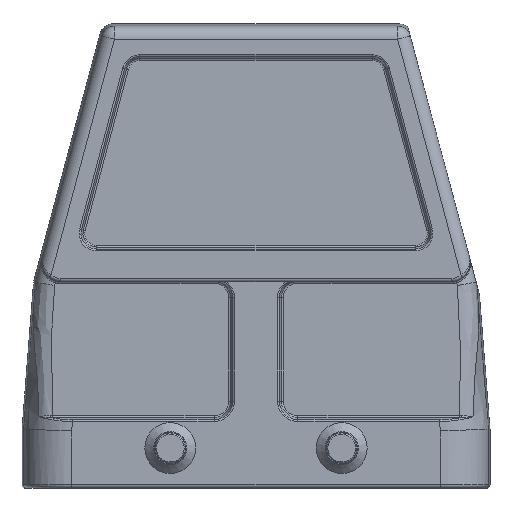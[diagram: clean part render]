
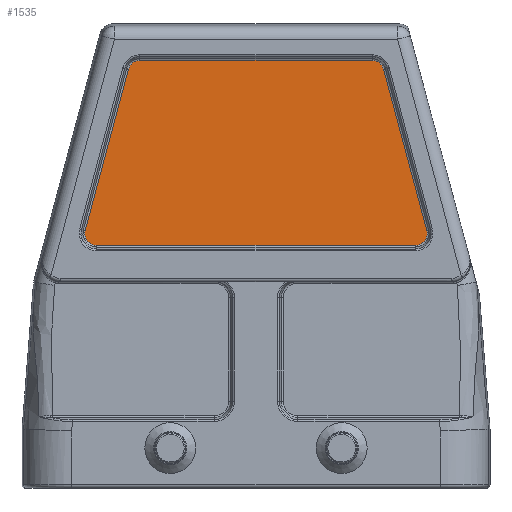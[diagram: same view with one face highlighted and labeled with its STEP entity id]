
A CAD part, front view. The second image highlights one B-rep face of the part: STEP entity #1535.
In plain terms, the highlighted planar face has unit normal (0, -1, 0).
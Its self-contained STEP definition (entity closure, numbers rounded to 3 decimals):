
#1092=CIRCLE('',#8378,1.835);
#1093=CIRCLE('',#8379,1.835);
#1094=CIRCLE('',#8380,1.835);
#1095=CIRCLE('',#8381,1.835);
#1347=PLANE('',#8382);
#1535=ADVANCED_FACE('',(#2027),#1347,.F.);
#2027=FACE_OUTER_BOUND('',#2457,.T.);
#2457=EDGE_LOOP('',(#4215,#4216,#4217,#4218,#4219,#4220,#4221,#4222));
#3038=LINE('',#13674,#3550);
#3039=LINE('',#13679,#3551);
#3040=LINE('',#13683,#3552);
#3041=LINE('',#13687,#3553);
#3550=VECTOR('',#9340,1.);
#3551=VECTOR('',#9343,1.);
#3552=VECTOR('',#9346,1.);
#3553=VECTOR('',#9349,1.);
#4215=ORIENTED_EDGE('',*,*,#6967,.T.);
#4216=ORIENTED_EDGE('',*,*,#6968,.T.);
#4217=ORIENTED_EDGE('',*,*,#6969,.T.);
#4218=ORIENTED_EDGE('',*,*,#6970,.T.);
#4219=ORIENTED_EDGE('',*,*,#6971,.T.);
#4220=ORIENTED_EDGE('',*,*,#6972,.T.);
#4221=ORIENTED_EDGE('',*,*,#6973,.T.);
#4222=ORIENTED_EDGE('',*,*,#6974,.T.);
#6280=VERTEX_POINT('',#13675);
#6281=VERTEX_POINT('',#13676);
#6282=VERTEX_POINT('',#13678);
#6283=VERTEX_POINT('',#13680);
#6284=VERTEX_POINT('',#13682);
#6285=VERTEX_POINT('',#13684);
#6286=VERTEX_POINT('',#13686);
#6287=VERTEX_POINT('',#13688);
#6967=EDGE_CURVE('',#6280,#6281,#3038,.T.);
#6968=EDGE_CURVE('',#6281,#6282,#1092,.T.);
#6969=EDGE_CURVE('',#6282,#6283,#3039,.T.);
#6970=EDGE_CURVE('',#6283,#6284,#1093,.T.);
#6971=EDGE_CURVE('',#6284,#6285,#3040,.T.);
#6972=EDGE_CURVE('',#6285,#6286,#1094,.T.);
#6973=EDGE_CURVE('',#6286,#6287,#3041,.T.);
#6974=EDGE_CURVE('',#6287,#6280,#1095,.T.);
#8378=AXIS2_PLACEMENT_3D('',#13677,#9341,#9342);
#8379=AXIS2_PLACEMENT_3D('',#13681,#9344,#9345);
#8380=AXIS2_PLACEMENT_3D('',#13685,#9347,#9348);
#8381=AXIS2_PLACEMENT_3D('',#13689,#9350,#9351);
#8382=AXIS2_PLACEMENT_3D('',#13690,#9352,#9353);
#9340=DIRECTION('',(-0.259,0.,0.966));
#9341=DIRECTION('',(0.,-1.,0.));
#9342=DIRECTION('',(0.,0.,1.));
#9343=DIRECTION('',(-1.,0.,0.));
#9344=DIRECTION('',(0.,-1.,0.));
#9345=DIRECTION('',(0.,0.,1.));
#9346=DIRECTION('',(-0.259,0.,-0.966));
#9347=DIRECTION('',(0.,-1.,0.));
#9348=DIRECTION('',(0.,0.,1.));
#9349=DIRECTION('',(1.,0.,0.));
#9350=DIRECTION('',(0.,-1.,0.));
#9351=DIRECTION('',(0.,0.,1.));
#9352=DIRECTION('',(0.,1.,0.));
#9353=DIRECTION('',(0.,0.,-1.));
#13674=CARTESIAN_POINT('',(19.8,-21.25,55.825));
#13675=CARTESIAN_POINT('',(26.498,-21.25,30.825));
#13676=CARTESIAN_POINT('',(19.8,-21.25,55.825));
#13677=CARTESIAN_POINT('',(18.027,-21.25,55.35));
#13678=CARTESIAN_POINT('',(18.027,-21.25,57.185));
#13679=CARTESIAN_POINT('',(-18.027,-21.25,57.185));
#13680=CARTESIAN_POINT('',(-18.027,-21.25,57.185));
#13681=CARTESIAN_POINT('',(-18.027,-21.25,55.35));
#13682=CARTESIAN_POINT('',(-19.8,-21.25,55.825));
#13683=CARTESIAN_POINT('',(-26.498,-21.25,30.825));
#13684=CARTESIAN_POINT('',(-26.498,-21.25,30.825));
#13685=CARTESIAN_POINT('',(-24.726,-21.25,30.35));
#13686=CARTESIAN_POINT('',(-24.726,-21.25,28.515));
#13687=CARTESIAN_POINT('',(24.726,-21.25,28.515));
#13688=CARTESIAN_POINT('',(24.726,-21.25,28.515));
#13689=CARTESIAN_POINT('',(24.726,-21.25,30.35));
#13690=CARTESIAN_POINT('',(18.027,-21.25,55.35));
